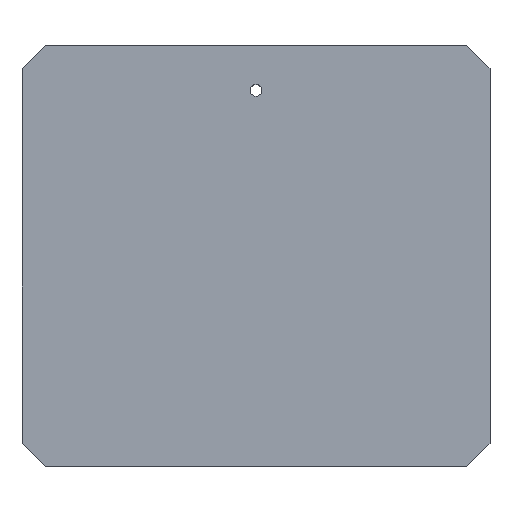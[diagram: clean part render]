
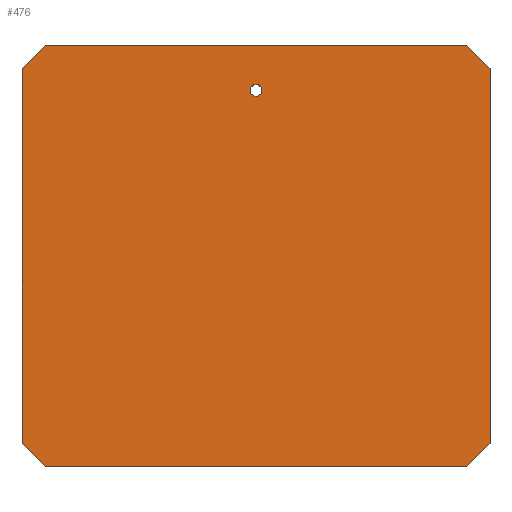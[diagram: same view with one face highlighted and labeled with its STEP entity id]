
A CAD part, top view. The second image highlights one B-rep face of the part: STEP entity #476.
In plain terms, the highlighted planar face has unit normal (0, 0, 1).
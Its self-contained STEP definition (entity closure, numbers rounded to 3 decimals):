
#42 = VERTEX_POINT('',#43);
#43 = CARTESIAN_POINT('',(20.,17.,1.6));
#50 = PLANE('',#51);
#51 = AXIS2_PLACEMENT_3D('',#52,#53,#54);
#52 = CARTESIAN_POINT('',(20.,17.,0.));
#53 = DIRECTION('',(1.,0.,-0.));
#54 = DIRECTION('',(0.,-1.,0.));
#62 = PLANE('',#63);
#63 = AXIS2_PLACEMENT_3D('',#64,#65,#66);
#64 = CARTESIAN_POINT('',(19.,18.,0.));
#65 = DIRECTION('',(0.707,0.707,-0.));
#66 = DIRECTION('',(0.707,-0.707,0.));
#74 = EDGE_CURVE('',#42,#75,#77,.T.);
#75 = VERTEX_POINT('',#76);
#76 = CARTESIAN_POINT('',(20.,1.,1.6));
#77 = SURFACE_CURVE('',#78,(#82,#89),.PCURVE_S1.);
#78 = LINE('',#79,#80);
#79 = CARTESIAN_POINT('',(20.,17.,1.6));
#80 = VECTOR('',#81,1.);
#81 = DIRECTION('',(0.,-1.,0.));
#82 = PCURVE('',#50,#83);
#83 = DEFINITIONAL_REPRESENTATION('',(#84),#88);
#84 = LINE('',#85,#86);
#85 = CARTESIAN_POINT('',(0.,-1.6));
#86 = VECTOR('',#87,1.);
#87 = DIRECTION('',(1.,0.));
#88 = ( GEOMETRIC_REPRESENTATION_CONTEXT(2) 
PARAMETRIC_REPRESENTATION_CONTEXT() REPRESENTATION_CONTEXT('2D SPACE',''
  ) );
#89 = PCURVE('',#90,#95);
#90 = PLANE('',#91);
#91 = AXIS2_PLACEMENT_3D('',#92,#93,#94);
#92 = CARTESIAN_POINT('',(10.,9.,1.6));
#93 = DIRECTION('',(-0.,-0.,-1.));
#94 = DIRECTION('',(-1.,0.,0.));
#95 = DEFINITIONAL_REPRESENTATION('',(#96),#100);
#96 = LINE('',#97,#98);
#97 = CARTESIAN_POINT('',(-10.,8.));
#98 = VECTOR('',#99,1.);
#99 = DIRECTION('',(0.,-1.));
#100 = ( GEOMETRIC_REPRESENTATION_CONTEXT(2) 
PARAMETRIC_REPRESENTATION_CONTEXT() REPRESENTATION_CONTEXT('2D SPACE',''
  ) );
#118 = PLANE('',#119);
#119 = AXIS2_PLACEMENT_3D('',#120,#121,#122);
#120 = CARTESIAN_POINT('',(20.,1.,0.));
#121 = DIRECTION('',(0.707,-0.707,0.));
#122 = DIRECTION('',(-0.707,-0.707,0.));
#162 = VERTEX_POINT('',#163);
#163 = CARTESIAN_POINT('',(19.,18.,1.6));
#177 = PLANE('',#178);
#178 = AXIS2_PLACEMENT_3D('',#179,#180,#181);
#179 = CARTESIAN_POINT('',(1.,18.,0.));
#180 = DIRECTION('',(0.,1.,0.));
#181 = DIRECTION('',(1.,0.,0.));
#189 = EDGE_CURVE('',#162,#42,#190,.T.);
#190 = SURFACE_CURVE('',#191,(#195,#202),.PCURVE_S1.);
#191 = LINE('',#192,#193);
#192 = CARTESIAN_POINT('',(19.,18.,1.6));
#193 = VECTOR('',#194,1.);
#194 = DIRECTION('',(0.707,-0.707,0.));
#195 = PCURVE('',#62,#196);
#196 = DEFINITIONAL_REPRESENTATION('',(#197),#201);
#197 = LINE('',#198,#199);
#198 = CARTESIAN_POINT('',(0.,-1.6));
#199 = VECTOR('',#200,1.);
#200 = DIRECTION('',(1.,0.));
#201 = ( GEOMETRIC_REPRESENTATION_CONTEXT(2) 
PARAMETRIC_REPRESENTATION_CONTEXT() REPRESENTATION_CONTEXT('2D SPACE',''
  ) );
#202 = PCURVE('',#90,#203);
#203 = DEFINITIONAL_REPRESENTATION('',(#204),#208);
#204 = LINE('',#205,#206);
#205 = CARTESIAN_POINT('',(-9.,9.));
#206 = VECTOR('',#207,1.);
#207 = DIRECTION('',(-0.707,-0.707));
#208 = ( GEOMETRIC_REPRESENTATION_CONTEXT(2) 
PARAMETRIC_REPRESENTATION_CONTEXT() REPRESENTATION_CONTEXT('2D SPACE',''
  ) );
#236 = EDGE_CURVE('',#75,#237,#239,.T.);
#237 = VERTEX_POINT('',#238);
#238 = CARTESIAN_POINT('',(19.,0.,1.6));
#239 = SURFACE_CURVE('',#240,(#244,#251),.PCURVE_S1.);
#240 = LINE('',#241,#242);
#241 = CARTESIAN_POINT('',(20.,1.,1.6));
#242 = VECTOR('',#243,1.);
#243 = DIRECTION('',(-0.707,-0.707,0.));
#244 = PCURVE('',#118,#245);
#245 = DEFINITIONAL_REPRESENTATION('',(#246),#250);
#246 = LINE('',#247,#248);
#247 = CARTESIAN_POINT('',(0.,-1.6));
#248 = VECTOR('',#249,1.);
#249 = DIRECTION('',(1.,0.));
#250 = ( GEOMETRIC_REPRESENTATION_CONTEXT(2) 
PARAMETRIC_REPRESENTATION_CONTEXT() REPRESENTATION_CONTEXT('2D SPACE',''
  ) );
#251 = PCURVE('',#90,#252);
#252 = DEFINITIONAL_REPRESENTATION('',(#253),#257);
#253 = LINE('',#254,#255);
#254 = CARTESIAN_POINT('',(-10.,-8.));
#255 = VECTOR('',#256,1.);
#256 = DIRECTION('',(0.707,-0.707));
#257 = ( GEOMETRIC_REPRESENTATION_CONTEXT(2) 
PARAMETRIC_REPRESENTATION_CONTEXT() REPRESENTATION_CONTEXT('2D SPACE',''
  ) );
#275 = PLANE('',#276);
#276 = AXIS2_PLACEMENT_3D('',#277,#278,#279);
#277 = CARTESIAN_POINT('',(19.,0.,0.));
#278 = DIRECTION('',(0.,-1.,0.));
#279 = DIRECTION('',(-1.,0.,0.));
#352 = PLANE('',#353);
#353 = AXIS2_PLACEMENT_3D('',#354,#355,#356);
#354 = CARTESIAN_POINT('',(1.,0.,0.));
#355 = DIRECTION('',(-0.707,-0.707,0.));
#356 = DIRECTION('',(-0.707,0.707,0.));
#380 = PLANE('',#381);
#381 = AXIS2_PLACEMENT_3D('',#382,#383,#384);
#382 = CARTESIAN_POINT('',(0.,1.,0.));
#383 = DIRECTION('',(-1.,0.,0.));
#384 = DIRECTION('',(0.,1.,0.));
#408 = PLANE('',#409);
#409 = AXIS2_PLACEMENT_3D('',#410,#411,#412);
#410 = CARTESIAN_POINT('',(0.,17.,0.));
#411 = DIRECTION('',(-0.707,0.707,0.));
#412 = DIRECTION('',(0.707,0.707,0.));
#465 = CYLINDRICAL_SURFACE('',#466,0.25);
#466 = AXIS2_PLACEMENT_3D('',#467,#468,#469);
#467 = CARTESIAN_POINT('',(10.,16.074,-0.8));
#468 = DIRECTION('',(0.,0.,1.));
#469 = DIRECTION('',(1.,0.,-0.));
#476 = ADVANCED_FACE('',(#477,#595),#90,.F.);
#477 = FACE_BOUND('',#478,.F.);
#478 = EDGE_LOOP('',(#479,#480,#481,#504,#527,#550,#573,#594));
#479 = ORIENTED_EDGE('',*,*,#74,.T.);
#480 = ORIENTED_EDGE('',*,*,#236,.T.);
#481 = ORIENTED_EDGE('',*,*,#482,.T.);
#482 = EDGE_CURVE('',#237,#483,#485,.T.);
#483 = VERTEX_POINT('',#484);
#484 = CARTESIAN_POINT('',(1.,0.,1.6));
#485 = SURFACE_CURVE('',#486,(#490,#497),.PCURVE_S1.);
#486 = LINE('',#487,#488);
#487 = CARTESIAN_POINT('',(19.,0.,1.6));
#488 = VECTOR('',#489,1.);
#489 = DIRECTION('',(-1.,0.,0.));
#490 = PCURVE('',#90,#491);
#491 = DEFINITIONAL_REPRESENTATION('',(#492),#496);
#492 = LINE('',#493,#494);
#493 = CARTESIAN_POINT('',(-9.,-9.));
#494 = VECTOR('',#495,1.);
#495 = DIRECTION('',(1.,0.));
#496 = ( GEOMETRIC_REPRESENTATION_CONTEXT(2) 
PARAMETRIC_REPRESENTATION_CONTEXT() REPRESENTATION_CONTEXT('2D SPACE',''
  ) );
#497 = PCURVE('',#275,#498);
#498 = DEFINITIONAL_REPRESENTATION('',(#499),#503);
#499 = LINE('',#500,#501);
#500 = CARTESIAN_POINT('',(0.,-1.6));
#501 = VECTOR('',#502,1.);
#502 = DIRECTION('',(1.,0.));
#503 = ( GEOMETRIC_REPRESENTATION_CONTEXT(2) 
PARAMETRIC_REPRESENTATION_CONTEXT() REPRESENTATION_CONTEXT('2D SPACE',''
  ) );
#504 = ORIENTED_EDGE('',*,*,#505,.T.);
#505 = EDGE_CURVE('',#483,#506,#508,.T.);
#506 = VERTEX_POINT('',#507);
#507 = CARTESIAN_POINT('',(0.,1.,1.6));
#508 = SURFACE_CURVE('',#509,(#513,#520),.PCURVE_S1.);
#509 = LINE('',#510,#511);
#510 = CARTESIAN_POINT('',(1.,0.,1.6));
#511 = VECTOR('',#512,1.);
#512 = DIRECTION('',(-0.707,0.707,0.));
#513 = PCURVE('',#90,#514);
#514 = DEFINITIONAL_REPRESENTATION('',(#515),#519);
#515 = LINE('',#516,#517);
#516 = CARTESIAN_POINT('',(9.,-9.));
#517 = VECTOR('',#518,1.);
#518 = DIRECTION('',(0.707,0.707));
#519 = ( GEOMETRIC_REPRESENTATION_CONTEXT(2) 
PARAMETRIC_REPRESENTATION_CONTEXT() REPRESENTATION_CONTEXT('2D SPACE',''
  ) );
#520 = PCURVE('',#352,#521);
#521 = DEFINITIONAL_REPRESENTATION('',(#522),#526);
#522 = LINE('',#523,#524);
#523 = CARTESIAN_POINT('',(0.,-1.6));
#524 = VECTOR('',#525,1.);
#525 = DIRECTION('',(1.,0.));
#526 = ( GEOMETRIC_REPRESENTATION_CONTEXT(2) 
PARAMETRIC_REPRESENTATION_CONTEXT() REPRESENTATION_CONTEXT('2D SPACE',''
  ) );
#527 = ORIENTED_EDGE('',*,*,#528,.T.);
#528 = EDGE_CURVE('',#506,#529,#531,.T.);
#529 = VERTEX_POINT('',#530);
#530 = CARTESIAN_POINT('',(0.,17.,1.6));
#531 = SURFACE_CURVE('',#532,(#536,#543),.PCURVE_S1.);
#532 = LINE('',#533,#534);
#533 = CARTESIAN_POINT('',(0.,1.,1.6));
#534 = VECTOR('',#535,1.);
#535 = DIRECTION('',(0.,1.,0.));
#536 = PCURVE('',#90,#537);
#537 = DEFINITIONAL_REPRESENTATION('',(#538),#542);
#538 = LINE('',#539,#540);
#539 = CARTESIAN_POINT('',(10.,-8.));
#540 = VECTOR('',#541,1.);
#541 = DIRECTION('',(0.,1.));
#542 = ( GEOMETRIC_REPRESENTATION_CONTEXT(2) 
PARAMETRIC_REPRESENTATION_CONTEXT() REPRESENTATION_CONTEXT('2D SPACE',''
  ) );
#543 = PCURVE('',#380,#544);
#544 = DEFINITIONAL_REPRESENTATION('',(#545),#549);
#545 = LINE('',#546,#547);
#546 = CARTESIAN_POINT('',(0.,-1.6));
#547 = VECTOR('',#548,1.);
#548 = DIRECTION('',(1.,0.));
#549 = ( GEOMETRIC_REPRESENTATION_CONTEXT(2) 
PARAMETRIC_REPRESENTATION_CONTEXT() REPRESENTATION_CONTEXT('2D SPACE',''
  ) );
#550 = ORIENTED_EDGE('',*,*,#551,.T.);
#551 = EDGE_CURVE('',#529,#552,#554,.T.);
#552 = VERTEX_POINT('',#553);
#553 = CARTESIAN_POINT('',(1.,18.,1.6));
#554 = SURFACE_CURVE('',#555,(#559,#566),.PCURVE_S1.);
#555 = LINE('',#556,#557);
#556 = CARTESIAN_POINT('',(0.,17.,1.6));
#557 = VECTOR('',#558,1.);
#558 = DIRECTION('',(0.707,0.707,0.));
#559 = PCURVE('',#90,#560);
#560 = DEFINITIONAL_REPRESENTATION('',(#561),#565);
#561 = LINE('',#562,#563);
#562 = CARTESIAN_POINT('',(10.,8.));
#563 = VECTOR('',#564,1.);
#564 = DIRECTION('',(-0.707,0.707));
#565 = ( GEOMETRIC_REPRESENTATION_CONTEXT(2) 
PARAMETRIC_REPRESENTATION_CONTEXT() REPRESENTATION_CONTEXT('2D SPACE',''
  ) );
#566 = PCURVE('',#408,#567);
#567 = DEFINITIONAL_REPRESENTATION('',(#568),#572);
#568 = LINE('',#569,#570);
#569 = CARTESIAN_POINT('',(0.,-1.6));
#570 = VECTOR('',#571,1.);
#571 = DIRECTION('',(1.,0.));
#572 = ( GEOMETRIC_REPRESENTATION_CONTEXT(2) 
PARAMETRIC_REPRESENTATION_CONTEXT() REPRESENTATION_CONTEXT('2D SPACE',''
  ) );
#573 = ORIENTED_EDGE('',*,*,#574,.T.);
#574 = EDGE_CURVE('',#552,#162,#575,.T.);
#575 = SURFACE_CURVE('',#576,(#580,#587),.PCURVE_S1.);
#576 = LINE('',#577,#578);
#577 = CARTESIAN_POINT('',(1.,18.,1.6));
#578 = VECTOR('',#579,1.);
#579 = DIRECTION('',(1.,0.,0.));
#580 = PCURVE('',#90,#581);
#581 = DEFINITIONAL_REPRESENTATION('',(#582),#586);
#582 = LINE('',#583,#584);
#583 = CARTESIAN_POINT('',(9.,9.));
#584 = VECTOR('',#585,1.);
#585 = DIRECTION('',(-1.,0.));
#586 = ( GEOMETRIC_REPRESENTATION_CONTEXT(2) 
PARAMETRIC_REPRESENTATION_CONTEXT() REPRESENTATION_CONTEXT('2D SPACE',''
  ) );
#587 = PCURVE('',#177,#588);
#588 = DEFINITIONAL_REPRESENTATION('',(#589),#593);
#589 = LINE('',#590,#591);
#590 = CARTESIAN_POINT('',(0.,-1.6));
#591 = VECTOR('',#592,1.);
#592 = DIRECTION('',(1.,0.));
#593 = ( GEOMETRIC_REPRESENTATION_CONTEXT(2) 
PARAMETRIC_REPRESENTATION_CONTEXT() REPRESENTATION_CONTEXT('2D SPACE',''
  ) );
#594 = ORIENTED_EDGE('',*,*,#189,.T.);
#595 = FACE_BOUND('',#596,.F.);
#596 = EDGE_LOOP('',(#597));
#597 = ORIENTED_EDGE('',*,*,#598,.T.);
#598 = EDGE_CURVE('',#599,#599,#601,.T.);
#599 = VERTEX_POINT('',#600);
#600 = CARTESIAN_POINT('',(10.25,16.074,1.6));
#601 = SURFACE_CURVE('',#602,(#607,#618),.PCURVE_S1.);
#602 = CIRCLE('',#603,0.25);
#603 = AXIS2_PLACEMENT_3D('',#604,#605,#606);
#604 = CARTESIAN_POINT('',(10.,16.074,1.6));
#605 = DIRECTION('',(0.,0.,1.));
#606 = DIRECTION('',(1.,0.,-0.));
#607 = PCURVE('',#90,#608);
#608 = DEFINITIONAL_REPRESENTATION('',(#609),#617);
#609 = ( BOUNDED_CURVE() B_SPLINE_CURVE(2,(#610,#611,#612,#613,#614,#615
,#616),.UNSPECIFIED.,.T.,.F.) B_SPLINE_CURVE_WITH_KNOTS((1,2,2,2,2,1),(
    -2.094,0.,2.094,4.189,6.283,
8.378),.UNSPECIFIED.) CURVE() GEOMETRIC_REPRESENTATION_ITEM() 
RATIONAL_B_SPLINE_CURVE((1.,0.5,1.,0.5,1.,0.5,1.)) REPRESENTATION_ITEM(
  '') );
#610 = CARTESIAN_POINT('',(-0.25,7.074));
#611 = CARTESIAN_POINT('',(-0.25,7.507));
#612 = CARTESIAN_POINT('',(0.125,7.291));
#613 = CARTESIAN_POINT('',(0.5,7.074));
#614 = CARTESIAN_POINT('',(0.125,6.857));
#615 = CARTESIAN_POINT('',(-0.25,6.641));
#616 = CARTESIAN_POINT('',(-0.25,7.074));
#617 = ( GEOMETRIC_REPRESENTATION_CONTEXT(2) 
PARAMETRIC_REPRESENTATION_CONTEXT() REPRESENTATION_CONTEXT('2D SPACE',''
  ) );
#618 = PCURVE('',#465,#619);
#619 = DEFINITIONAL_REPRESENTATION('',(#620),#624);
#620 = LINE('',#621,#622);
#621 = CARTESIAN_POINT('',(0.,2.4));
#622 = VECTOR('',#623,1.);
#623 = DIRECTION('',(1.,0.));
#624 = ( GEOMETRIC_REPRESENTATION_CONTEXT(2) 
PARAMETRIC_REPRESENTATION_CONTEXT() REPRESENTATION_CONTEXT('2D SPACE',''
  ) );
